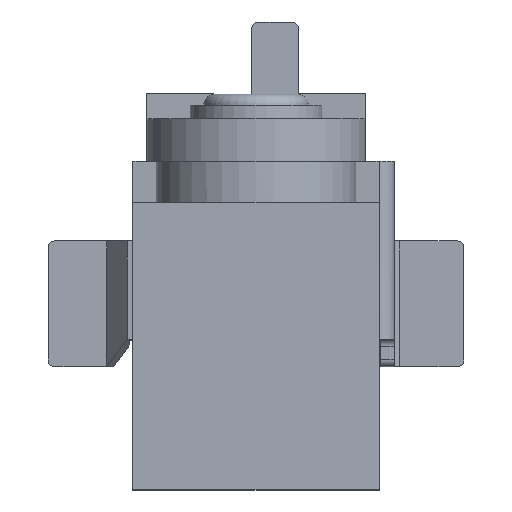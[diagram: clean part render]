
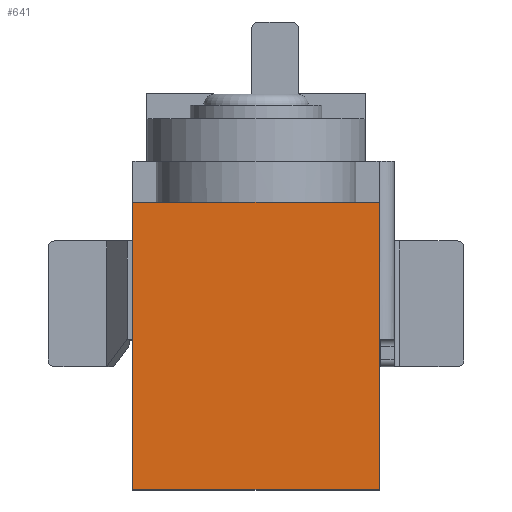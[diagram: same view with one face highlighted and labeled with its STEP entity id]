
A CAD part, top view. The second image highlights one B-rep face of the part: STEP entity #641.
In plain terms, the highlighted planar face has unit normal (0, 0, 1).
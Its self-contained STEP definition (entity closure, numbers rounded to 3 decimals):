
#641 = ADVANCED_FACE('',(#642),#676,.T.);
#642 = FACE_BOUND('',#643,.T.);
#643 = EDGE_LOOP('',(#644,#654,#662,#670));
#644 = ORIENTED_EDGE('',*,*,#645,.F.);
#645 = EDGE_CURVE('',#646,#648,#650,.T.);
#646 = VERTEX_POINT('',#647);
#647 = CARTESIAN_POINT('',(4.5,0.45,11.1));
#648 = VERTEX_POINT('',#649);
#649 = CARTESIAN_POINT('',(4.5,-10.05,11.1));
#650 = LINE('',#651,#652);
#651 = CARTESIAN_POINT('',(4.5,4.45,11.1));
#652 = VECTOR('',#653,1.);
#653 = DIRECTION('',(0.,-1.,0.));
#654 = ORIENTED_EDGE('',*,*,#655,.F.);
#655 = EDGE_CURVE('',#656,#646,#658,.T.);
#656 = VERTEX_POINT('',#657);
#657 = CARTESIAN_POINT('',(-4.5,0.45,11.1));
#658 = LINE('',#659,#660);
#659 = CARTESIAN_POINT('',(-4.5,0.45,11.1));
#660 = VECTOR('',#661,1.);
#661 = DIRECTION('',(1.,0.,0.));
#662 = ORIENTED_EDGE('',*,*,#663,.T.);
#663 = EDGE_CURVE('',#656,#664,#666,.T.);
#664 = VERTEX_POINT('',#665);
#665 = CARTESIAN_POINT('',(-4.5,-10.05,11.1));
#666 = LINE('',#667,#668);
#667 = CARTESIAN_POINT('',(-4.5,4.45,11.1));
#668 = VECTOR('',#669,1.);
#669 = DIRECTION('',(0.,-1.,0.));
#670 = ORIENTED_EDGE('',*,*,#671,.F.);
#671 = EDGE_CURVE('',#648,#664,#672,.T.);
#672 = LINE('',#673,#674);
#673 = CARTESIAN_POINT('',(-4.5,-10.05,11.1));
#674 = VECTOR('',#675,1.);
#675 = DIRECTION('',(-1.,0.,0.));
#676 = PLANE('',#677);
#677 = AXIS2_PLACEMENT_3D('',#678,#679,#680);
#678 = CARTESIAN_POINT('',(-4.5,4.45,11.1));
#679 = DIRECTION('',(0.,0.,1.));
#680 = DIRECTION('',(0.,-1.,0.));
